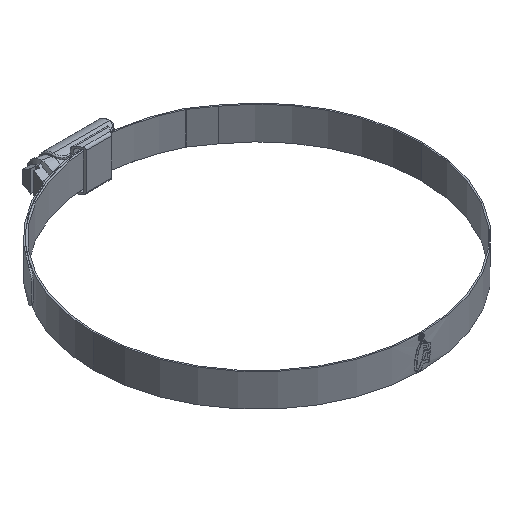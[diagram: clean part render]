
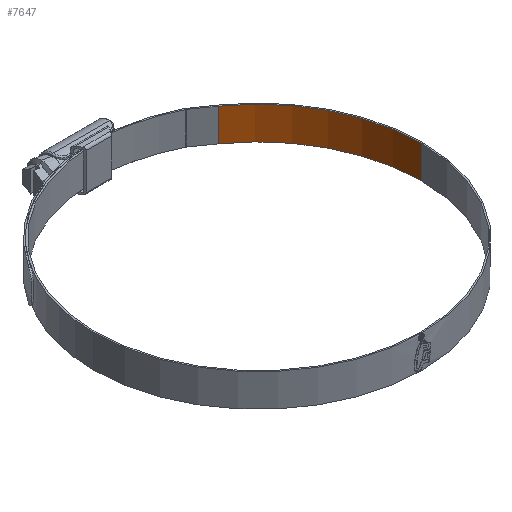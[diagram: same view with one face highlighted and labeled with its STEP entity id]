
A CAD part, isometric view. The second image highlights one B-rep face of the part: STEP entity #7647.
In plain terms, the highlighted cylindrical face has radius 63.5 mm (diameter 127 mm), a partial arc.
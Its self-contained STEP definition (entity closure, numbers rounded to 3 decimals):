
#20 = CARTESIAN_POINT ( 'NONE',  ( 36.422, 52.016, 6.35 ) ) ;
#28 = ORIENTED_EDGE ( 'NONE', *, *, #4247, .T. ) ;
#277 = ORIENTED_EDGE ( 'NONE', *, *, #3901, .F. ) ;
#604 = VERTEX_POINT ( 'NONE', #4289 ) ;
#649 = VERTEX_POINT ( 'NONE', #6622 ) ;
#900 = CARTESIAN_POINT ( 'NONE',  ( 0., 0., 6.35 ) ) ;
#1016 = CARTESIAN_POINT ( 'NONE',  ( 0., 0., -6.35 ) ) ;
#1069 = FACE_OUTER_BOUND ( 'NONE', #1608, .T. ) ;
#1104 = AXIS2_PLACEMENT_3D ( 'NONE', #900, #4399, #2626 ) ;
#1608 = EDGE_LOOP ( 'NONE', ( #277, #4590, #28, #4731 ) ) ;
#1825 = CIRCLE ( 'NONE', #1104, 63.5 ) ;
#2418 = LINE ( 'NONE', #7134, #3074 ) ;
#2533 = DIRECTION ( 'NONE',  ( 0., 0., -1. ) ) ;
#2626 = DIRECTION ( 'NONE',  ( 1., 0., 0. ) ) ;
#3074 = VECTOR ( 'NONE', #2533, 1000. ) ;
#3473 = DIRECTION ( 'NONE',  ( 0., 0., 1. ) ) ;
#3683 = EDGE_CURVE ( 'NONE', #604, #4517, #1825, .T. ) ;
#3730 = CARTESIAN_POINT ( 'NONE',  ( 36.422, 52.016, 6.35 ) ) ;
#3901 = EDGE_CURVE ( 'NONE', #604, #4276, #2418, .T. ) ;
#3942 = CIRCLE ( 'NONE', #6433, 63.5 ) ;
#4035 = CARTESIAN_POINT ( 'NONE',  ( 63.5, 0., -6.35 ) ) ;
#4247 = EDGE_CURVE ( 'NONE', #4517, #649, #6523, .T. ) ;
#4276 = VERTEX_POINT ( 'NONE', #4035 ) ;
#4289 = CARTESIAN_POINT ( 'NONE',  ( 63.5, 0., 6.35 ) ) ;
#4399 = DIRECTION ( 'NONE',  ( 0., 0., 1. ) ) ;
#4517 = VERTEX_POINT ( 'NONE', #3730 ) ;
#4590 = ORIENTED_EDGE ( 'NONE', *, *, #3683, .T. ) ;
#4731 = ORIENTED_EDGE ( 'NONE', *, *, #6777, .F. ) ;
#5735 = CARTESIAN_POINT ( 'NONE',  ( 0., 0., 6.35 ) ) ;
#5791 = DIRECTION ( 'NONE',  ( 1., 0., 0. ) ) ;
#6313 = AXIS2_PLACEMENT_3D ( 'NONE', #5735, #6362, #6969 ) ;
#6362 = DIRECTION ( 'NONE',  ( 0., 0., -1. ) ) ;
#6433 = AXIS2_PLACEMENT_3D ( 'NONE', #1016, #3473, #5791 ) ;
#6489 = DIRECTION ( 'NONE',  ( 0., 0., -1. ) ) ;
#6523 = LINE ( 'NONE', #20, #7649 ) ;
#6622 = CARTESIAN_POINT ( 'NONE',  ( 36.422, 52.016, -6.35 ) ) ;
#6777 = EDGE_CURVE ( 'NONE', #4276, #649, #3942, .T. ) ;
#6969 = DIRECTION ( 'NONE',  ( -1., 0., 0. ) ) ;
#7134 = CARTESIAN_POINT ( 'NONE',  ( 63.5, 0., 6.35 ) ) ;
#7488 = CYLINDRICAL_SURFACE ( 'NONE', #6313, 63.5 ) ;
#7647 = ADVANCED_FACE ( 'NONE', ( #1069 ), #7488, .F. ) ;
#7649 = VECTOR ( 'NONE', #6489, 1000. ) ;
